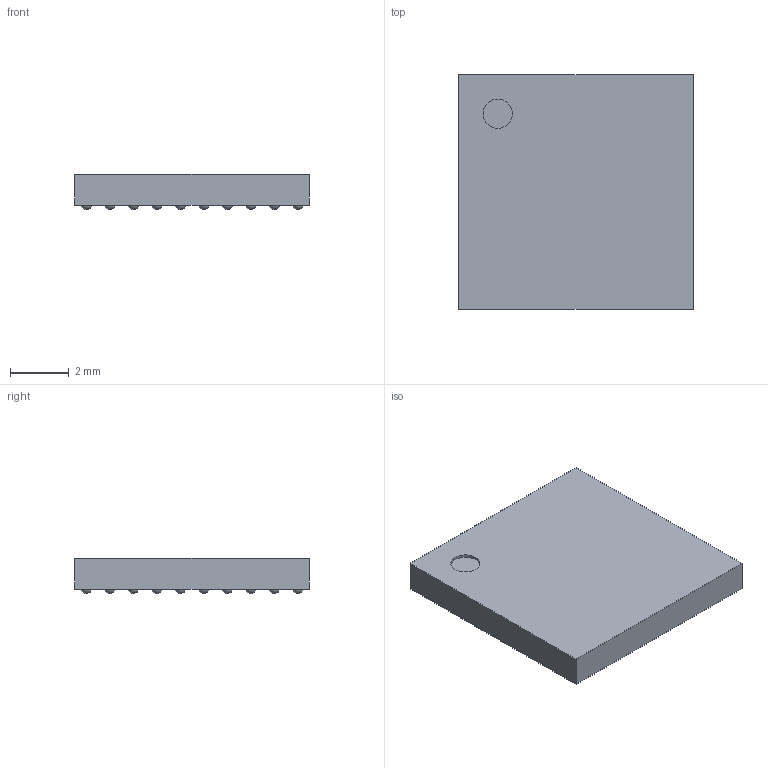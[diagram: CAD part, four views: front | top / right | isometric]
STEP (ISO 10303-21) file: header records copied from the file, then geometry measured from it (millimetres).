
FILE_DESCRIPTION(('Open CASCADE Model'),'2;1');
FILE_NAME('Open CASCADE Shape Model','2026-01-27T16:36:50',('Author'),( 'Open CASCADE'),'Open CASCADE STEP processor 7.5','Open CASCADE 7.5' ,'Unknown');
FILE_SCHEMA(('AUTOMOTIVE_DESIGN { 1 0 10303 214 1 1 1 1 }'));
Length unit declared in the file: millimetre
Products named in the file (7): PCB; Designator1; 12215325696; Open CASCADE STEP translator 7.5 30.1; Body; Open CASCADE STEP translator 7.5 30.2.1; ball
Assembly tree (104 placements, depth 4):
  PCB
  Designator1
    12215325696
      Open CASCADE STEP translator 7.5 30.1
      Body
        Open CASCADE STEP translator 7.5 30.2.1
      ball  x100
Bounding box: 8 x 8 x 1.2 mm (x, y, z)
Volume: 70.5 mm3; surface area: 213 mm2
Topology: 101 solids, 102 shells, 109 faces, 316 edges, 211 vertices
Faces by surface type: sphere 100, plane 8, cylinder 1
Full cylindrical faces by diameter (mm): 1 x1
Entity records: 1167 total; most frequent: DIRECTION 249, CARTESIAN_POINT 143, AXIS2_PLACEMENT_3D 118, PRODUCT_DEFINITION_SHAPE 111, CONTEXT_DEPENDENT_SHAPE_REPRESENTATION 104, ITEM_DEFINED_TRANSFORMATION 104, NEXT_ASSEMBLY_USAGE_OCCURRENCE 104, ORIENTED_EDGE 31
